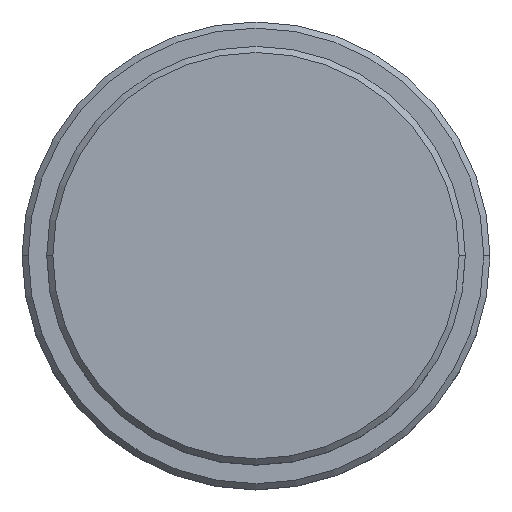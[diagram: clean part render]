
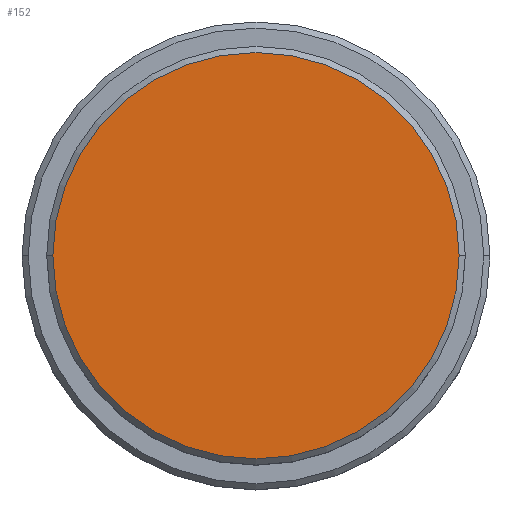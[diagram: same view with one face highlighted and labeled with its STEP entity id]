
A CAD part, top view. The second image highlights one B-rep face of the part: STEP entity #152.
In plain terms, the highlighted planar face has unit normal (0, 0, 1).
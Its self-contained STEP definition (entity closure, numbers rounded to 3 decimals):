
#50 = ORIENTED_EDGE ( 'NONE', *, *, #1041, .T. ) ;
#91 = PLANE ( 'NONE',  #929 ) ;
#125 = CARTESIAN_POINT ( 'NONE',  ( 0., 0., 0. ) ) ;
#148 = DIRECTION ( 'NONE',  ( 0., 0., 1. ) ) ;
#152 = ADVANCED_FACE ( 'NONE', ( #754 ), #91, .T. ) ;
#211 = CARTESIAN_POINT ( 'NONE',  ( 0., 0., 0. ) ) ;
#327 = DIRECTION ( 'NONE',  ( 0., 0., 1. ) ) ;
#426 = DIRECTION ( 'NONE',  ( 0., 0., 1. ) ) ;
#462 = EDGE_LOOP ( 'NONE', ( #637, #50 ) ) ;
#477 = DIRECTION ( 'NONE',  ( 1., 0., 0. ) ) ;
#508 = CARTESIAN_POINT ( 'NONE',  ( 16.5, 0., 0. ) ) ;
#590 = CIRCLE ( 'NONE', #814, 16.5 ) ;
#637 = ORIENTED_EDGE ( 'NONE', *, *, #1227, .T. ) ;
#648 = DIRECTION ( 'NONE',  ( 1., 0., 0. ) ) ;
#737 = CARTESIAN_POINT ( 'NONE',  ( -16.5, 0., 0. ) ) ;
#754 = FACE_OUTER_BOUND ( 'NONE', #462, .T. ) ;
#814 = AXIS2_PLACEMENT_3D ( 'NONE', #211, #426, #648 ) ;
#863 = VERTEX_POINT ( 'NONE', #508 ) ;
#900 = VERTEX_POINT ( 'NONE', #737 ) ;
#929 = AXIS2_PLACEMENT_3D ( 'NONE', #1074, #327, #1291 ) ;
#975 = AXIS2_PLACEMENT_3D ( 'NONE', #125, #148, #477 ) ;
#999 = CIRCLE ( 'NONE', #975, 16.5 ) ;
#1041 = EDGE_CURVE ( 'NONE', #863, #900, #590, .T. ) ;
#1074 = CARTESIAN_POINT ( 'NONE',  ( 0., 0., 0. ) ) ;
#1227 = EDGE_CURVE ( 'NONE', #900, #863, #999, .T. ) ;
#1291 = DIRECTION ( 'NONE',  ( 1., 0., 0. ) ) ;
